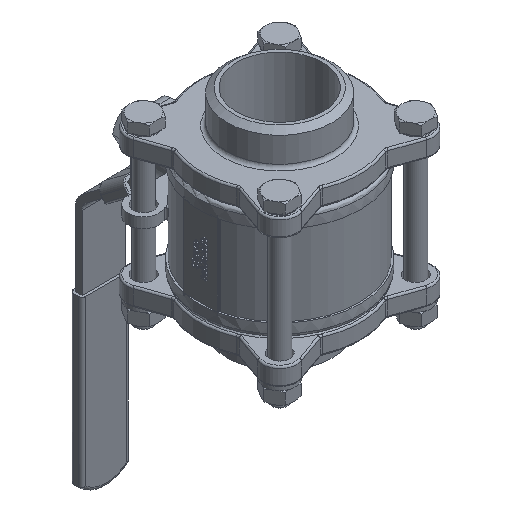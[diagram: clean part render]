
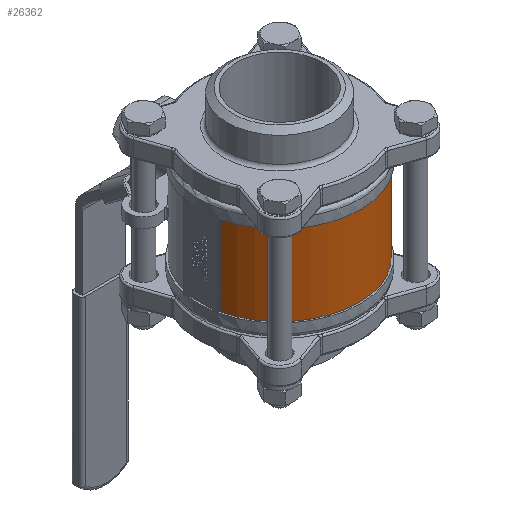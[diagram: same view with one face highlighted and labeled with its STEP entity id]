
A CAD part, isometric view. The second image highlights one B-rep face of the part: STEP entity #26362.
In plain terms, the highlighted cylindrical face has radius 46 mm (diameter 92 mm), a partial arc.
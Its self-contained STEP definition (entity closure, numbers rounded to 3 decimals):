
#3545=FACE_OUTER_BOUND('',#5144,.T.);
#5144=EDGE_LOOP('',(#21812,#21813,#21814,#21815));
#6058=CIRCLE('',#27767,46.);
#6060=CIRCLE('',#27772,46.);
#6840=LINE('',#37713,#8778);
#6846=LINE('',#37739,#8784);
#8778=VECTOR('',#31256,47.4);
#8784=VECTOR('',#31282,47.4);
#11082=VERTEX_POINT('',#37709);
#11084=VERTEX_POINT('',#37712);
#11091=VERTEX_POINT('',#37728);
#11093=VERTEX_POINT('',#37736);
#13894=EDGE_CURVE('',#11082,#11084,#6840,.T.);
#13903=EDGE_CURVE('',#11091,#11082,#6058,.T.);
#13907=EDGE_CURVE('',#11093,#11091,#6846,.T.);
#13909=EDGE_CURVE('',#11084,#11093,#6060,.T.);
#21812=ORIENTED_EDGE('',*,*,#13894,.F.);
#21813=ORIENTED_EDGE('',*,*,#13903,.F.);
#21814=ORIENTED_EDGE('',*,*,#13907,.F.);
#21815=ORIENTED_EDGE('',*,*,#13909,.F.);
#23744=CYLINDRICAL_SURFACE('',#28317,46.);
#26362=ADVANCED_FACE('',(#3545),#23744,.T.);
#27767=AXIS2_PLACEMENT_3D('',#37730,#31272,#31273);
#27772=AXIS2_PLACEMENT_3D('',#37742,#31286,#31287);
#28317=AXIS2_PLACEMENT_3D('',#44742,#33222,#33223);
#31256=DIRECTION('',(0.,0.,1.));
#31272=DIRECTION('center_axis',(0.,0.,-1.));
#31273=DIRECTION('ref_axis',(1.,0.,0.));
#31282=DIRECTION('',(0.,0.,-1.));
#31286=DIRECTION('center_axis',(0.,0.,1.));
#31287=DIRECTION('ref_axis',(-1.,0.,0.));
#33222=DIRECTION('center_axis',(0.,0.,1.));
#33223=DIRECTION('ref_axis',(-0.759,0.651,0.));
#37709=CARTESIAN_POINT('',(-44.847,-10.233,-23.7));
#37712=CARTESIAN_POINT('',(-44.847,-10.233,23.7));
#37713=CARTESIAN_POINT('',(-44.847,-10.233,0.));
#37728=CARTESIAN_POINT('',(44.847,-10.233,-23.7));
#37730=CARTESIAN_POINT('Origin',(0.,0.,-23.7));
#37736=CARTESIAN_POINT('',(44.847,-10.233,23.7));
#37739=CARTESIAN_POINT('',(44.847,-10.233,0.));
#37742=CARTESIAN_POINT('Origin',(0.,0.,23.7));
#44742=CARTESIAN_POINT('Origin',(0.,0.,0.));
